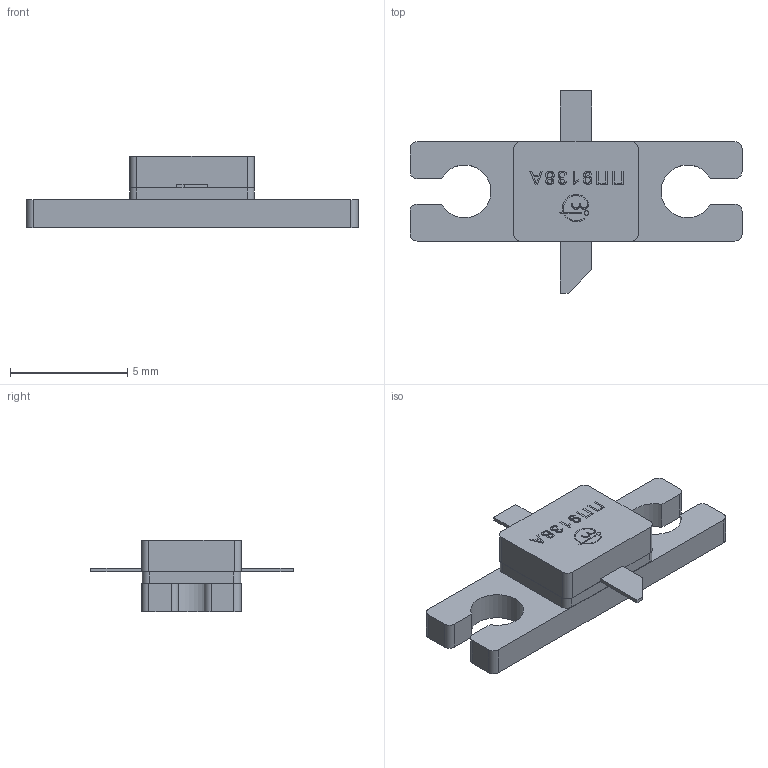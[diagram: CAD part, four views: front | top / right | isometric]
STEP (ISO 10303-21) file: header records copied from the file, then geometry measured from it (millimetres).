
FILE_DESCRIPTION(('STEP AP242'), '1');
FILE_NAME('櫻蠉錪', '', ('UNSPECIFIED'), ('UNSPECIFIED'), 'C3D Converter', 'C3D Toolkit', '');
FILE_SCHEMA(('AP242_MANAGED_MODEL_BASED_3D_ENGINEERING_MIM_LF { 1 0 10303 442 1 1 4 }'));
Length unit declared in the file: millimetre
Bounding box: 14.15 x 8.63 x 3.04 mm (x, y, z)
Volume: 100.8 mm3; surface area: 205.5 mm2
Topology: 1 solids, 1 shells, 221 faces, 606 edges, 404 vertices
Faces by surface type: extrusion 95, plane 93, cylinder 33
Full cylindrical faces by diameter (mm): 0.194 x1
Entity records: 8914 total; most frequent: CARTESIAN_POINT 1801, ORIENTED_EDGE 1210, DIRECTION 830, EDGE_CURVE 605, VECTOR 444, VERTEX_POINT 404, LINE 349, B_SPLINE_CURVE_WITH_KNOTS 285
